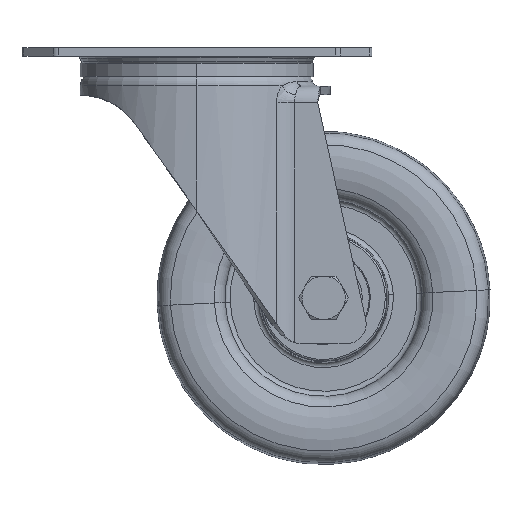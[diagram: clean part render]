
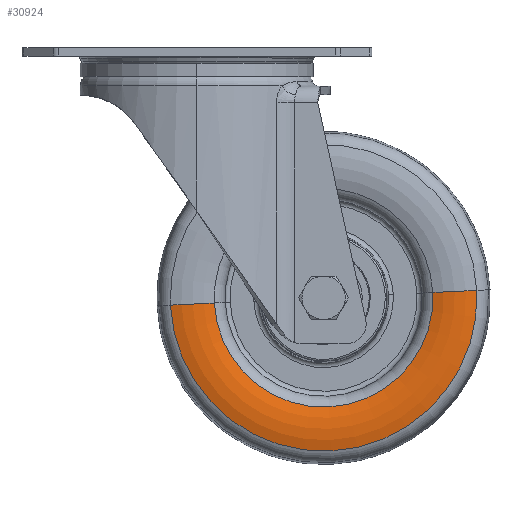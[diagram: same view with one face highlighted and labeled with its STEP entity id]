
A CAD part, top view. The second image highlights one B-rep face of the part: STEP entity #30924.
In plain terms, the highlighted toroidal (fillet/blend) face has major radius 40.004 mm and minor radius 20 mm.
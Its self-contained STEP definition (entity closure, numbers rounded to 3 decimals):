
#1922 = AXIS2_PLACEMENT_3D ( 'NONE', #33014, #39143, #6316 ) ;
#2181 = TOROIDAL_SURFACE ( 'NONE', #4682, 40.004, 20. ) ;
#4682 = AXIS2_PLACEMENT_3D ( 'NONE', #15011, #17557, #14819 ) ;
#6316 = DIRECTION ( 'NONE',  ( 0.999, 0.048, 0. ) ) ;
#7304 = ORIENTED_EDGE ( 'NONE', *, *, #25777, .F. ) ;
#7333 = CARTESIAN_POINT ( 'NONE',  ( -7.968, -77.212, 16.574 ) ) ;
#7495 = ORIENTED_EDGE ( 'NONE', *, *, #24515, .T. ) ;
#8063 = DIRECTION ( 'NONE',  ( -0.999, -0.048, 0. ) ) ;
#8292 = DIRECTION ( 'NONE',  ( 0.999, 0.048, 0. ) ) ;
#8321 = FACE_OUTER_BOUND ( 'NONE', #9290, .T. ) ;
#9290 = EDGE_LOOP ( 'NONE', ( #17556, #7495, #22445, #7304 ) ) ;
#10270 = VERTEX_POINT ( 'NONE', #7333 ) ;
#13120 = DIRECTION ( 'NONE',  ( 0., 0., 1. ) ) ;
#13238 = CIRCLE ( 'NONE', #1922, 20. ) ;
#13927 = CARTESIAN_POINT ( 'NONE',  ( 83.968, -72.788, 16.574 ) ) ;
#14511 = CARTESIAN_POINT ( 'NONE',  ( 5.224, -76.577, 16.163 ) ) ;
#14819 = DIRECTION ( 'NONE',  ( 0.999, 0.048, 0. ) ) ;
#14982 = CARTESIAN_POINT ( 'NONE',  ( 38., -75., 16.163 ) ) ;
#15011 = CARTESIAN_POINT ( 'NONE',  ( 38., -75., -2.5 ) ) ;
#17556 = ORIENTED_EDGE ( 'NONE', *, *, #28313, .F. ) ;
#17557 = DIRECTION ( 'NONE',  ( 0., 0., 1. ) ) ;
#19308 = EDGE_CURVE ( 'NONE', #19365, #20806, #13238, .T. ) ;
#19365 = VERTEX_POINT ( 'NONE', #13927 ) ;
#20806 = VERTEX_POINT ( 'NONE', #35969 ) ;
#22445 = ORIENTED_EDGE ( 'NONE', *, *, #19308, .T. ) ;
#23764 = AXIS2_PLACEMENT_3D ( 'NONE', #28765, #31406, #8063 ) ;
#24515 = EDGE_CURVE ( 'NONE', #10270, #19365, #28504, .T. ) ;
#24774 = AXIS2_PLACEMENT_3D ( 'NONE', #14982, #35183, #8292 ) ;
#25149 = DIRECTION ( 'NONE',  ( 0.999, 0.048, 0. ) ) ;
#25777 = EDGE_CURVE ( 'NONE', #26412, #20806, #29175, .T. ) ;
#26412 = VERTEX_POINT ( 'NONE', #14511 ) ;
#27216 = AXIS2_PLACEMENT_3D ( 'NONE', #34314, #13120, #25149 ) ;
#28313 = EDGE_CURVE ( 'NONE', #10270, #26412, #32682, .T. ) ;
#28504 = CIRCLE ( 'NONE', #27216, 46.021 ) ;
#28765 = CARTESIAN_POINT ( 'NONE',  ( -1.958, -76.923, -2.5 ) ) ;
#29175 = CIRCLE ( 'NONE', #24774, 32.814 ) ;
#30924 = ADVANCED_FACE ( 'NONE', ( #8321 ), #2181, .T. ) ;
#31406 = DIRECTION ( 'NONE',  ( -0.048, 0.999, 0. ) ) ;
#32682 = CIRCLE ( 'NONE', #23764, 20. ) ;
#33014 = CARTESIAN_POINT ( 'NONE',  ( 77.958, -73.077, -2.5 ) ) ;
#34314 = CARTESIAN_POINT ( 'NONE',  ( 38., -75., 16.574 ) ) ;
#35183 = DIRECTION ( 'NONE',  ( 0., 0., 1. ) ) ;
#35969 = CARTESIAN_POINT ( 'NONE',  ( 70.776, -73.423, 16.163 ) ) ;
#39143 = DIRECTION ( 'NONE',  ( 0.048, -0.999, 0. ) ) ;
